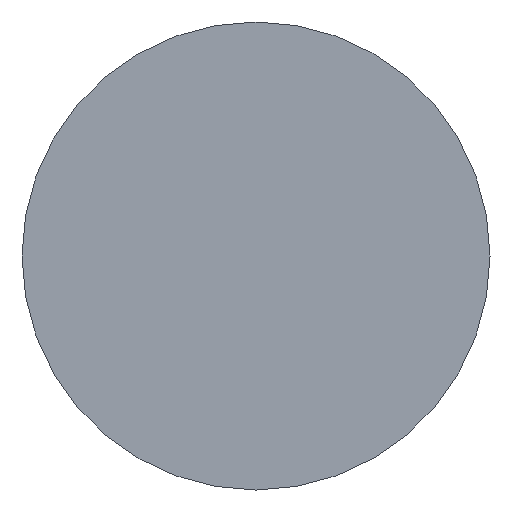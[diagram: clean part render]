
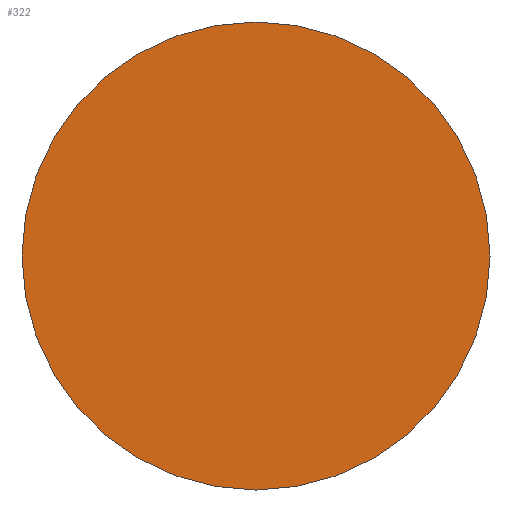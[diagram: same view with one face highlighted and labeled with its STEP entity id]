
A CAD part, front view. The second image highlights one B-rep face of the part: STEP entity #322.
In plain terms, the highlighted planar face has unit normal (0, -1, 0).
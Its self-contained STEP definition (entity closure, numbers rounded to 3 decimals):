
#276=EDGE_CURVE('',#298,#408,#593,.T.);
#288=EDGE_CURVE('',#408,#298,#606,.T.);
#298=VERTEX_POINT('',#617);
#322=ADVANCED_FACE('',(#644),#645,.T.);
#408=VERTEX_POINT('',#752);
#593=CIRCLE('',#970,25.0);
#606=CIRCLE('',#985,25.0);
#617=CARTESIAN_POINT('',(25.0,-30.0,0.));
#644=FACE_OUTER_BOUND('',#1033,.T.);
#645=PLANE('',#1034);
#752=CARTESIAN_POINT('',(-25.0,-30.0,0.0));
#970=AXIS2_PLACEMENT_3D('',#1366,#1367,#1368);
#985=AXIS2_PLACEMENT_3D('',#1380,#1381,#1382);
#1033=EDGE_LOOP('',(#1436,#1437));
#1034=AXIS2_PLACEMENT_3D('',#1438,#1439,#1440);
#1366=CARTESIAN_POINT('',(0.,-30.0,0.0));
#1367=DIRECTION('',(0.,-1.0,0.0));
#1368=DIRECTION('',(-1.0,0.,0.0));
#1380=CARTESIAN_POINT('',(0.,-30.0,0.0));
#1381=DIRECTION('',(0.,-1.0,0.0));
#1382=DIRECTION('',(-1.0,0.,0.0));
#1436=ORIENTED_EDGE('',*,*,#288,.T.);
#1437=ORIENTED_EDGE('',*,*,#276,.T.);
#1438=CARTESIAN_POINT('',(0.,-30.0,0.0));
#1439=DIRECTION('',(0.,-1.0,0.0));
#1440=DIRECTION('',(-1.0,0.,0.0));
